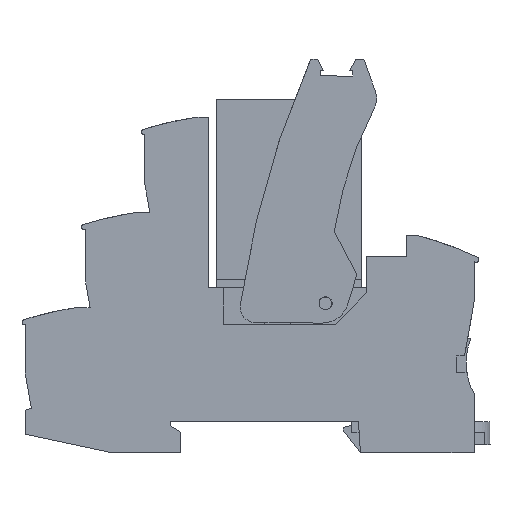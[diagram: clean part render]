
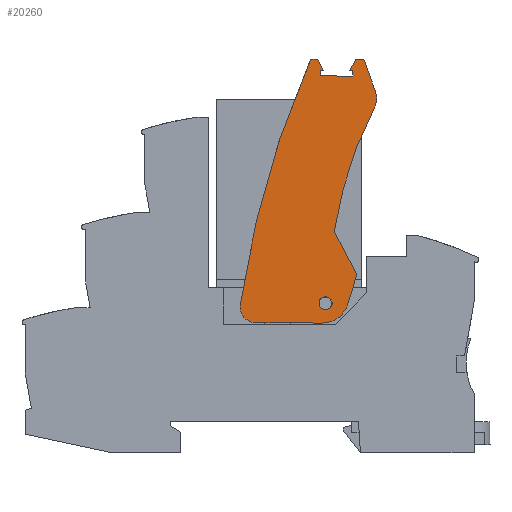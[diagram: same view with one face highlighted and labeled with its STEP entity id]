
A CAD part, left-side view. The second image highlights one B-rep face of the part: STEP entity #20260.
In plain terms, the highlighted face is planar.
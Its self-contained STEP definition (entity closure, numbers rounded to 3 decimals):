
#200=CARTESIAN_POINT('',(-13.723,20.948,
44.659));
#210=VERTEX_POINT('',#200);
#240=CARTESIAN_POINT('',(-0.234,20.947,
44.659));
#250=DIRECTION('',(1.,0.,
0.));
#260=VECTOR('',#250,1.);
#270=LINE('',#240,#260);
#280=CARTESIAN_POINT('',(-1.165,20.947,
44.659));
#290=VERTEX_POINT('',#280);
#300=EDGE_CURVE('',#210,#290,#270,.T.);
#570=CARTESIAN_POINT('',(-1.155,68.792,
44.659));
#580=VERTEX_POINT('',#570);
#630=CARTESIAN_POINT('',(20.786,27.534,
44.659));
#640=DIRECTION('',(0.47,-0.883,
0.));
#650=VECTOR('',#640,1.);
#660=LINE('',#630,#650);
#670=CARTESIAN_POINT('',(-2.274,70.897,
44.659));
#680=VERTEX_POINT('',#670);
#690=EDGE_CURVE('',#680,#580,#660,.T.);
#2450=CARTESIAN_POINT('',(0.71,24.697,
44.659));
#2460=VERTEX_POINT('',#2450);
#2490=CARTESIAN_POINT('',(-0.54,24.697,
44.659));
#2500=DIRECTION('',(0.,0.,1.));
#2510=DIRECTION('',(1.,0.,
0.));
#2520=AXIS2_PLACEMENT_3D('',#2490,#2500,#2510);
#2530=CIRCLE('',#2520,1.25);
#2540=CARTESIAN_POINT('',(-1.79,24.697,
44.659));
#2550=VERTEX_POINT('',#2540);
#2560=EDGE_CURVE('',#2550,#2460,#2530,.T.);
#3840=CARTESIAN_POINT('',(3.829,68.792,
44.659));
#3850=VERTEX_POINT('',#3840);
#3900=CARTESIAN_POINT('',(-0.229,68.792,
44.659));
#3910=DIRECTION('',(-1.,0.,
0.));
#3920=VECTOR('',#3910,1.);
#3930=LINE('',#3900,#3920);
#3940=CARTESIAN_POINT('',(4.4,68.792,
44.659));
#3950=VERTEX_POINT('',#3940);
#3960=EDGE_CURVE('',#3950,#3850,#3930,.T.);
#5350=CARTESIAN_POINT('',(1.028,38.259,
44.659));
#5360=VERTEX_POINT('',#5350);
#5510=CARTESIAN_POINT('',(5.345,30.137,
44.659));
#5520=VERTEX_POINT('',#5510);
#5550=CARTESIAN_POINT('',(6.728,27.536,
44.659));
#5560=DIRECTION('',(0.469,-0.883,
0.));
#5570=VECTOR('',#5560,1.);
#5580=LINE('',#5550,#5570);
#5590=EDGE_CURVE('',#5360,#5520,#5580,.T.);
#6130=CARTESIAN_POINT('',(-3.576,70.897,
44.659));
#6140=VERTEX_POINT('',#6130);
#6170=CARTESIAN_POINT('',(163.486,-1.313,
44.659));
#6180=DIRECTION('',(0.,0.,1.));
#6190=DIRECTION('',(1.,0.,
0.));
#6200=AXIS2_PLACEMENT_3D('',#6170,#6180,#6190);
#6210=CIRCLE('',#6200,182.);
#6220=CARTESIAN_POINT('',(-16.693,24.372,
44.659));
#6230=VERTEX_POINT('',#6220);
#6240=EDGE_CURVE('',#6140,#6230,#6210,.T.);
#6910=CARTESIAN_POINT('',(4.396,27.536,
44.659));
#6920=DIRECTION('',(0.,1.,
0.));
#6930=VECTOR('',#6920,1.);
#6940=LINE('',#6910,#6930);
#6950=CARTESIAN_POINT('',(4.4,67.722,
44.659));
#6960=VERTEX_POINT('',#6950);
#6970=EDGE_CURVE('',#6960,#3950,#6940,.T.);
#7200=CARTESIAN_POINT('',(4.549,27.536,
44.659));
#7210=DIRECTION('',(-0.292,-0.956,
0.));
#7220=VECTOR('',#7210,1.);
#7230=LINE('',#7200,#7220);
#7240=CARTESIAN_POINT('',(3.616,24.485,
44.659));
#7250=VERTEX_POINT('',#7240);
#7260=EDGE_CURVE('',#5520,#7250,#7230,.T.);
#11560=CARTESIAN_POINT('',(76.215,27.177,
44.659));
#11570=DIRECTION('',(0.,0.,1.));
#11580=DIRECTION('',(1.,0.,
0.));
#11590=AXIS2_PLACEMENT_3D('',#11560,#11570,#11580);
#11600=CIRCLE('',#11590,76.);
#11610=CARTESIAN_POINT('',(8.5,61.681,
44.659));
#11620=VERTEX_POINT('',#11610);
#11630=EDGE_CURVE('',#11620,#5360,#11600,.T.);
#15470=CARTESIAN_POINT('',(-0.229,70.897,
44.659));
#15480=DIRECTION('',(-1.,0.,
0.));
#15490=VECTOR('',#15480,1.);
#15500=LINE('',#15470,#15490);
#15510=EDGE_CURVE('',#680,#6140,#15500,.T.);
#17480=CARTESIAN_POINT('',(-1.725,67.722,
44.659));
#17490=VERTEX_POINT('',#17480);
#17860=CARTESIAN_POINT('',(-0.23,67.722,
44.659));
#17870=DIRECTION('',(-1.,0.,
0.));
#17880=VECTOR('',#17870,1.);
#17890=LINE('',#17860,#17880);
#17900=EDGE_CURVE('',#6960,#17490,#17890,.T.);
#19450=CARTESIAN_POINT('',(0.406,67.541,
44.659));
#19460=DIRECTION('',(0.,0.,1.));
#19470=DIRECTION('',(0.978,0.208,
0.));
#19480=AXIS2_PLACEMENT_3D('',#19450,#19460,#19470);
#19490=PLANE('',#19480);
#19500=EDGE_CURVE('',#2460,#2550,#2530,.T.);
#19510=ORIENTED_EDGE('',*,*,#19500,.F.);
#19520=ORIENTED_EDGE('',*,*,#2560,.F.);
#19530=EDGE_LOOP('',(#19520,#19510));
#19540=FACE_BOUND('',#19530,.T.);
#19550=CARTESIAN_POINT('',(-1.165,25.947,
44.659));
#19560=DIRECTION('',(0.,0.,1.));
#19570=DIRECTION('',(1.,0.,
0.));
#19580=AXIS2_PLACEMENT_3D('',#19550,#19560,#19570);
#19590=CIRCLE('',#19580,5.);
#19600=EDGE_CURVE('',#290,#7250,#19590,.T.);
#19610=ORIENTED_EDGE('',*,*,#19600,.T.);
#19620=ORIENTED_EDGE('',*,*,#300,.T.);
#19630=CARTESIAN_POINT('',(-13.723,23.948,
44.659));
#19640=DIRECTION('',(0.,0.,1.));
#19650=DIRECTION('',(1.,0.,
0.));
#19660=AXIS2_PLACEMENT_3D('',#19630,#19640,#19650);
#19670=CIRCLE('',#19660,3.);
#19680=EDGE_CURVE('',#6230,#210,#19670,.T.);
#19690=ORIENTED_EDGE('',*,*,#19680,.T.);
#19700=ORIENTED_EDGE('',*,*,#6240,.T.);
#19710=ORIENTED_EDGE('',*,*,#15510,.T.);
#19720=ORIENTED_EDGE('',*,*,#690,.F.);
#19730=CARTESIAN_POINT('',(-0.229,68.792,
44.659));
#19740=DIRECTION('',(1.,0.,
0.));
#19750=VECTOR('',#19740,1.);
#19760=LINE('',#19730,#19750);
#19770=CARTESIAN_POINT('',(-1.725,68.792,
44.659));
#19780=VERTEX_POINT('',#19770);
#19790=EDGE_CURVE('',#19780,#580,#19760,.T.);
#19800=ORIENTED_EDGE('',*,*,#19790,.T.);
#19810=CARTESIAN_POINT('',(-1.729,27.536,
44.659));
#19820=DIRECTION('',(0.,-1.,
0.));
#19830=VECTOR('',#19820,1.);
#19840=LINE('',#19810,#19830);
#19850=EDGE_CURVE('',#19780,#17490,#19840,.T.);
#19860=ORIENTED_EDGE('',*,*,#19850,.F.);
#19870=ORIENTED_EDGE('',*,*,#17900,.T.);
#19880=ORIENTED_EDGE('',*,*,#6970,.F.);
#19890=ORIENTED_EDGE('',*,*,#3960,.F.);
#19900=CARTESIAN_POINT('',(-18.118,27.538,
44.659));
#19910=DIRECTION('',(0.47,0.883,
0.));
#19920=VECTOR('',#19910,1.);
#19930=LINE('',#19900,#19920);
#19940=CARTESIAN_POINT('',(4.949,70.897,
44.659));
#19950=VERTEX_POINT('',#19940);
#19960=EDGE_CURVE('',#3850,#19950,#19930,.T.);
#19970=ORIENTED_EDGE('',*,*,#19960,.F.);
#19980=CARTESIAN_POINT('',(-0.229,70.897,
44.659));
#19990=DIRECTION('',(-1.,0.,
0.));
#20000=VECTOR('',#19990,1.);
#20010=LINE('',#19980,#20000);
#20020=CARTESIAN_POINT('',(6.5,70.897,
44.659));
#20030=VERTEX_POINT('',#20020);
#20040=EDGE_CURVE('',#20030,#19950,#20010,.T.);
#20050=ORIENTED_EDGE('',*,*,#20040,.T.);
#20060=CARTESIAN_POINT('',(22.278,27.534,
44.659));
#20070=DIRECTION('',(0.342,-0.94,
0.));
#20080=VECTOR('',#20070,1.);
#20090=LINE('',#20060,#20080);
#20100=CARTESIAN_POINT('',(8.695,64.865,
44.659));
#20110=VERTEX_POINT('',#20100);
#20120=EDGE_CURVE('',#20030,#20110,#20090,.T.);
#20130=ORIENTED_EDGE('',*,*,#20120,.F.);
#20140=CARTESIAN_POINT('',(4.936,63.497,
44.659));
#20150=DIRECTION('',(0.,0.,1.));
#20160=DIRECTION('',(1.,0.,
0.));
#20170=AXIS2_PLACEMENT_3D('',#20140,#20150,#20160);
#20180=CIRCLE('',#20170,4.);
#20190=EDGE_CURVE('',#11620,#20110,#20180,.T.);
#20200=ORIENTED_EDGE('',*,*,#20190,.T.);
#20210=ORIENTED_EDGE('',*,*,#11630,.F.);
#20220=ORIENTED_EDGE('',*,*,#5590,.F.);
#20230=ORIENTED_EDGE('',*,*,#7260,.F.);
#20240=EDGE_LOOP('',(#20230,#20220,#20210,#20200,#20130,#20050,#19970,
#19890,#19880,#19870,#19860,#19800,#19720,#19710,#19700,#19690,#19620,
#19610));
#20250=FACE_OUTER_BOUND('',#20240,.T.);
#20260=ADVANCED_FACE('',(#19540,#20250),#19490,.T.);
